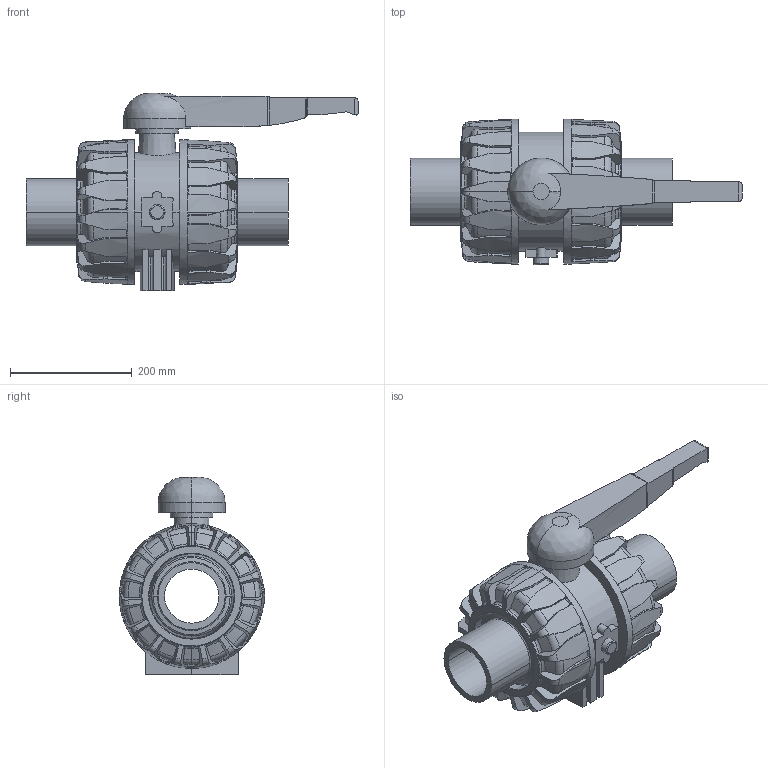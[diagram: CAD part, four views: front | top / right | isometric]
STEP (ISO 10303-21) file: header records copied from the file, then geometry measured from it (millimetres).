
FILE_DESCRIPTION(('STEP AP214'),'1');
FILE_NAME('vkdbm110f.stp','2017-06-16T08:55:02',('TraceParts'),('TraceParts S.A.'),'Spatial InterOp 3D',' ',' ');
FILE_SCHEMA(('automotive_design'));
Length unit declared in the file: millimetre
Products named in the file (6): vkdbm110f_1; vkdbm110f_2; vkdbm110f_3; vkdbm110f_4; vkdbm110f_5; vkdbm110f_6
Bounding box: 545.5 x 238.88 x 324 mm (x, y, z)
Volume: 9465105.5 mm3; surface area: 924594.8 mm2
Topology: 6 solids, 6 shells, 725 faces, 1975 edges, 1270 vertices
Faces by surface type: plane 203, cone 180, cylinder 178, torus 154, bspline 10
Entity records: 35029 total; most frequent: CARTESIAN_POINT 11806, ORIENTED_EDGE 3950, DIRECTION 3315, EDGE_CURVE 1975, AXIS2_PLACEMENT_3D 1450, VERTEX_POINT 1270, B_SPLINE_CURVE_WITH_KNOTS 829, EDGE_LOOP 743
